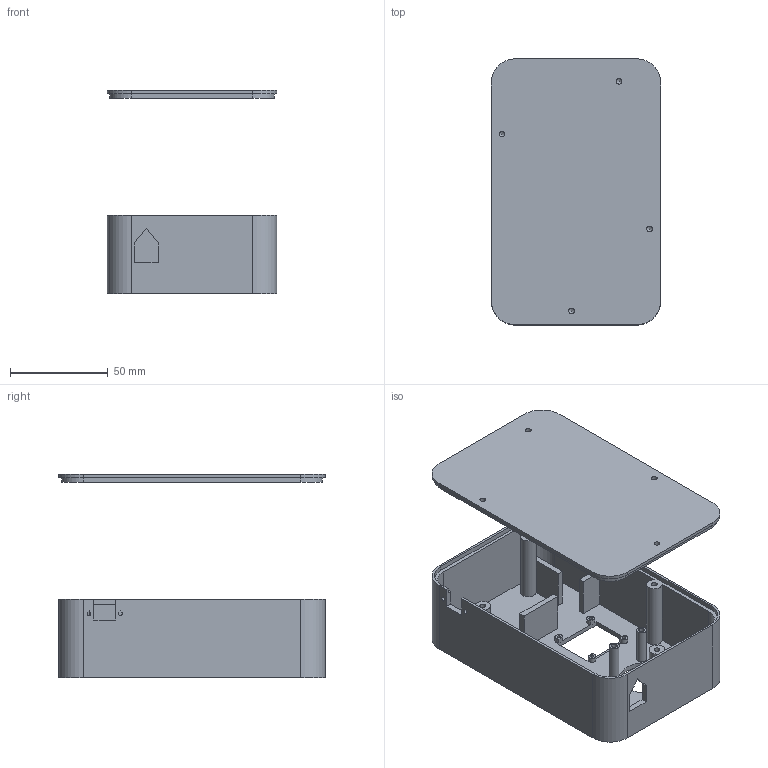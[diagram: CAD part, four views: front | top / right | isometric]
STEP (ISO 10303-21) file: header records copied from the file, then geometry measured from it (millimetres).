
FILE_DESCRIPTION(/* description */ (''),/* implementation_level */ '2;1');
FILE_NAME(/* name */ 'TobyTransmitterMini_BLANK_v1.step',/* time_stamp */ '2020-11-18T03:13:48-07:00',/* author */ (''),/* organization */ (''),/* preprocessor_version */ 'ST-DEVELOPER v18.1',/* originating_system */ 'Autodesk Translation Framework v9.3.0.1241',/* authorisation */ '');
FILE_SCHEMA (('AUTOMOTIVE_DESIGN { 1 0 10303 214 3 1 1 }'));
Length unit declared in the file: millimetre
Products named in the file (1): TobyTransmitterMini
Bounding box: 86.68 x 135.99 x 103.8 mm (x, y, z)
Volume: 126607.2 mm3; surface area: 85652 mm2
Topology: 2 solids, 2 shells, 160 faces, 419 edges, 274 vertices
Faces by surface type: plane 82, cylinder 62, cone 16
Full cylindrical faces by diameter (mm): 1.9 x8, 2.9 x12, 4 x4, 5 x4, 6 x1, 8 x3, 13 x1, 27 x1
Entity records: 4925 total; most frequent: DIRECTION 851, CARTESIAN_POINT 838, ORIENTED_EDGE 806, EDGE_CURVE 403, AXIS2_PLACEMENT_3D 287, LINE 277, VECTOR 277, VERTEX_POINT 274
